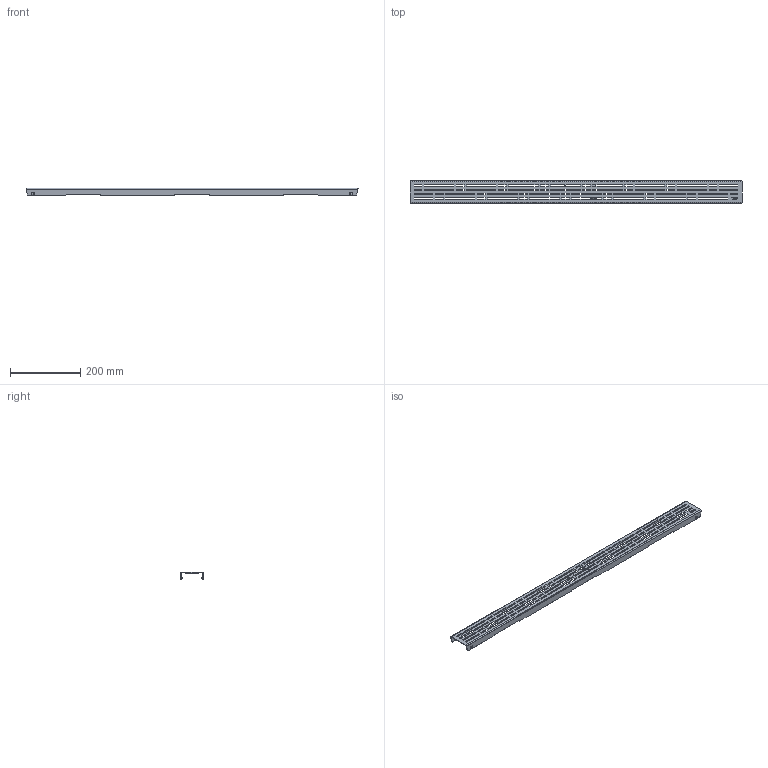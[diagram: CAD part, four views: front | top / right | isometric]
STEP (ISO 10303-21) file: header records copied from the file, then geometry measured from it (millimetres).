
FILE_DESCRIPTION((''),'2;1');
FILE_NAME('601011_ASM','2016-01-26T',('MSchlueter'),('NET'),'PRO/ENGINEER BY PARAMETRIC TECHNOLOGY CORPORATION, 2014090','PRO/ENGINEER BY PARAMETRIC TECHNOLOGY CORPORATION, 2014090','');
FILE_SCHEMA(('CONFIG_CONTROL_DESIGN'));
Length unit declared in the file: millimetre
Products named in the file (4): DR101_000_25; AT146_029_00; AT149_001_00; 601011_ASM
Assembly tree (6 placements, depth 2):
  601011_ASM
    DR101_000_25
    AT146_029_00  x4
    AT149_001_00
Bounding box: 943 x 66.22 x 21.98 mm (x, y, z)
Volume: 120079.4 mm3; surface area: 174452 mm2
Topology: 6 solids, 6 shells, 860 faces, 2434 edges, 1584 vertices
Faces by surface type: plane 440, cylinder 290, bspline 66, cone 32, sphere 16, torus 16
Entity records: 31424 total; most frequent: CARTESIAN_POINT 6110, ORIENTED_EDGE 4066, DIRECTION 3955, EDGE_CURVE 2033, PRESENTATION_STYLE_ASSIGNMENT 1887, STYLED_ITEM 1881, CURVE_STYLE 1880, VECTOR 1351
